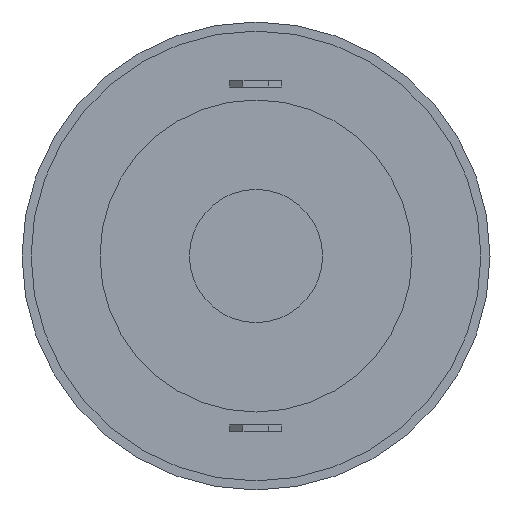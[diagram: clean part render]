
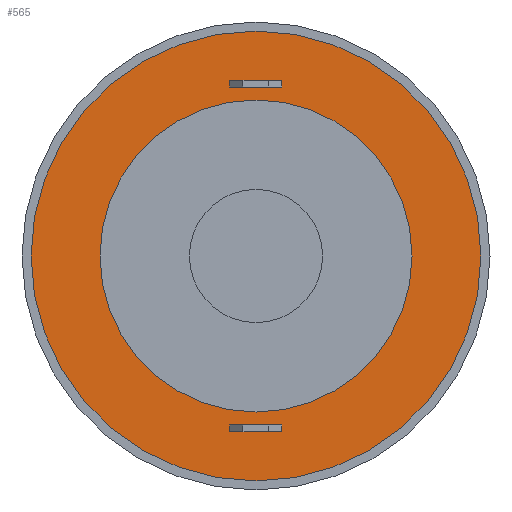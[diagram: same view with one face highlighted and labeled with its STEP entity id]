
A CAD part, left-side view. The second image highlights one B-rep face of the part: STEP entity #565.
In plain terms, the highlighted planar face has unit normal (-1, 0, 0).
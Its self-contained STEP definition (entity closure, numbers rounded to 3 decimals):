
#15 = EDGE_CURVE ( 'NONE', #288, #266, #46, .T. ) ;
#16 = VECTOR ( 'NONE', #441, 1000. ) ;
#17 = AXIS2_PLACEMENT_3D ( 'NONE', #1138, #767, #299 ) ;
#45 = CARTESIAN_POINT ( 'NONE',  ( -24.5, 2., 0. ) ) ;
#46 = LINE ( 'NONE', #1067, #332 ) ;
#50 = EDGE_CURVE ( 'NONE', #470, #629, #852, .T. ) ;
#103 = DIRECTION ( 'NONE',  ( 0., 0., -1. ) ) ;
#109 = ORIENTED_EDGE ( 'NONE', *, *, #896, .T. ) ;
#116 = DIRECTION ( 'NONE',  ( 0., -1., 0. ) ) ;
#154 = DIRECTION ( 'NONE',  ( 1., 0., 0. ) ) ;
#167 = LINE ( 'NONE', #902, #16 ) ;
#168 = CARTESIAN_POINT ( 'NONE',  ( -24.5, 0., -17.3 ) ) ;
#179 = CARTESIAN_POINT ( 'NONE',  ( -24.5, 2., 13.52 ) ) ;
#183 = AXIS2_PLACEMENT_3D ( 'NONE', #823, #358, #917 ) ;
#196 = CIRCLE ( 'NONE', #575, 12. ) ;
#203 = EDGE_LOOP ( 'NONE', ( #1030, #1103 ) ) ;
#210 = VECTOR ( 'NONE', #1179, 1000. ) ;
#211 = VECTOR ( 'NONE', #103, 1000. ) ;
#235 = DIRECTION ( 'NONE',  ( 0., -1., 0. ) ) ;
#238 = LINE ( 'NONE', #601, #210 ) ;
#250 = CARTESIAN_POINT ( 'NONE',  ( -24.5, -2., 13.52 ) ) ;
#257 = EDGE_CURVE ( 'NONE', #750, #819, #763, .T. ) ;
#262 = CARTESIAN_POINT ( 'NONE',  ( -24.5, 2., -13.52 ) ) ;
#266 = VERTEX_POINT ( 'NONE', #756 ) ;
#267 = DIRECTION ( 'NONE',  ( 0., 0., 1. ) ) ;
#271 = EDGE_CURVE ( 'NONE', #777, #976, #392, .T. ) ;
#288 = VERTEX_POINT ( 'NONE', #480 ) ;
#298 = EDGE_CURVE ( 'NONE', #849, #288, #882, .T. ) ;
#299 = DIRECTION ( 'NONE',  ( 0., 0., 1. ) ) ;
#307 = EDGE_CURVE ( 'NONE', #976, #777, #196, .T. ) ;
#332 = VECTOR ( 'NONE', #235, 1000. ) ;
#340 = FACE_BOUND ( 'NONE', #988, .T. ) ;
#358 = DIRECTION ( 'NONE',  ( -1., 0., 0. ) ) ;
#372 = AXIS2_PLACEMENT_3D ( 'NONE', #505, #905, #1087 ) ;
#392 = CIRCLE ( 'NONE', #17, 12. ) ;
#394 = EDGE_LOOP ( 'NONE', ( #821, #1003 ) ) ;
#441 = DIRECTION ( 'NONE',  ( 0., 1., 0. ) ) ;
#445 = DIRECTION ( 'NONE',  ( -1., 0., 0. ) ) ;
#447 = CIRCLE ( 'NONE', #795, 17.3 ) ;
#456 = CARTESIAN_POINT ( 'NONE',  ( -24.5, 0., 17.3 ) ) ;
#470 = VERTEX_POINT ( 'NONE', #168 ) ;
#480 = CARTESIAN_POINT ( 'NONE',  ( -24.5, 2., -13. ) ) ;
#483 = DIRECTION ( 'NONE',  ( 0., 1., 0. ) ) ;
#505 = CARTESIAN_POINT ( 'NONE',  ( -24.5, 0., 0. ) ) ;
#508 = CARTESIAN_POINT ( 'NONE',  ( -24.5, -2., -13.52 ) ) ;
#517 = ORIENTED_EDGE ( 'NONE', *, *, #298, .T. ) ;
#559 = CARTESIAN_POINT ( 'NONE',  ( -24.5, 0., -12. ) ) ;
#565 = ADVANCED_FACE ( 'NONE', ( #1182, #720, #340, #1205 ), #1105, .T. ) ;
#573 = CARTESIAN_POINT ( 'NONE',  ( -24.5, 0., 13.52 ) ) ;
#575 = AXIS2_PLACEMENT_3D ( 'NONE', #1080, #154, #985 ) ;
#578 = ORIENTED_EDGE ( 'NONE', *, *, #1075, .T. ) ;
#591 = ORIENTED_EDGE ( 'NONE', *, *, #768, .T. ) ;
#601 = CARTESIAN_POINT ( 'NONE',  ( -24.5, -2., 0. ) ) ;
#604 = EDGE_CURVE ( 'NONE', #794, #782, #617, .T. ) ;
#617 = LINE ( 'NONE', #635, #1183 ) ;
#629 = VERTEX_POINT ( 'NONE', #456 ) ;
#632 = VECTOR ( 'NONE', #116, 1000. ) ;
#635 = CARTESIAN_POINT ( 'NONE',  ( -24.5, 2., 0. ) ) ;
#644 = ORIENTED_EDGE ( 'NONE', *, *, #604, .T. ) ;
#648 = VERTEX_POINT ( 'NONE', #508 ) ;
#653 = ORIENTED_EDGE ( 'NONE', *, *, #15, .T. ) ;
#697 = ORIENTED_EDGE ( 'NONE', *, *, #956, .T. ) ;
#706 = DIRECTION ( 'NONE',  ( 0., 0., 1. ) ) ;
#719 = VECTOR ( 'NONE', #706, 1000. ) ;
#720 = FACE_OUTER_BOUND ( 'NONE', #203, .T. ) ;
#727 = EDGE_LOOP ( 'NONE', ( #644, #578, #1022, #697 ) ) ;
#749 = CARTESIAN_POINT ( 'NONE',  ( -24.5, -2., 0. ) ) ;
#750 = VERTEX_POINT ( 'NONE', #250 ) ;
#756 = CARTESIAN_POINT ( 'NONE',  ( -24.5, -2., -13. ) ) ;
#761 = CARTESIAN_POINT ( 'NONE',  ( -24.5, 0., 13. ) ) ;
#763 = LINE ( 'NONE', #749, #211 ) ;
#767 = DIRECTION ( 'NONE',  ( 1., 0., 0. ) ) ;
#768 = EDGE_CURVE ( 'NONE', #266, #648, #238, .T. ) ;
#777 = VERTEX_POINT ( 'NONE', #1021 ) ;
#782 = VERTEX_POINT ( 'NONE', #179 ) ;
#794 = VERTEX_POINT ( 'NONE', #820 ) ;
#795 = AXIS2_PLACEMENT_3D ( 'NONE', #1102, #445, #267 ) ;
#819 = VERTEX_POINT ( 'NONE', #833 ) ;
#820 = CARTESIAN_POINT ( 'NONE',  ( -24.5, 2., 13. ) ) ;
#821 = ORIENTED_EDGE ( 'NONE', *, *, #307, .T. ) ;
#823 = CARTESIAN_POINT ( 'NONE',  ( -24.5, 0., 0. ) ) ;
#833 = CARTESIAN_POINT ( 'NONE',  ( -24.5, -2., 13. ) ) ;
#849 = VERTEX_POINT ( 'NONE', #262 ) ;
#852 = CIRCLE ( 'NONE', #372, 17.3 ) ;
#879 = EDGE_CURVE ( 'NONE', #629, #470, #447, .T. ) ;
#882 = LINE ( 'NONE', #45, #719 ) ;
#896 = EDGE_CURVE ( 'NONE', #648, #849, #167, .T. ) ;
#902 = CARTESIAN_POINT ( 'NONE',  ( -24.5, 0., -13.52 ) ) ;
#905 = DIRECTION ( 'NONE',  ( -1., 0., 0. ) ) ;
#917 = DIRECTION ( 'NONE',  ( 0., 0., 1. ) ) ;
#946 = LINE ( 'NONE', #573, #632 ) ;
#956 = EDGE_CURVE ( 'NONE', #819, #794, #1150, .T. ) ;
#976 = VERTEX_POINT ( 'NONE', #559 ) ;
#985 = DIRECTION ( 'NONE',  ( 0., 0., 1. ) ) ;
#988 = EDGE_LOOP ( 'NONE', ( #517, #653, #591, #109 ) ) ;
#993 = VECTOR ( 'NONE', #483, 1000. ) ;
#1000 = DIRECTION ( 'NONE',  ( 0., 0., 1. ) ) ;
#1003 = ORIENTED_EDGE ( 'NONE', *, *, #271, .T. ) ;
#1021 = CARTESIAN_POINT ( 'NONE',  ( -24.5, 0., 12. ) ) ;
#1022 = ORIENTED_EDGE ( 'NONE', *, *, #257, .T. ) ;
#1030 = ORIENTED_EDGE ( 'NONE', *, *, #879, .T. ) ;
#1067 = CARTESIAN_POINT ( 'NONE',  ( -24.5, 0., -13. ) ) ;
#1075 = EDGE_CURVE ( 'NONE', #782, #750, #946, .T. ) ;
#1080 = CARTESIAN_POINT ( 'NONE',  ( -24.5, 0., 0. ) ) ;
#1087 = DIRECTION ( 'NONE',  ( 0., 0., 1. ) ) ;
#1102 = CARTESIAN_POINT ( 'NONE',  ( -24.5, 0., 0. ) ) ;
#1103 = ORIENTED_EDGE ( 'NONE', *, *, #50, .T. ) ;
#1105 = PLANE ( 'NONE',  #183 ) ;
#1138 = CARTESIAN_POINT ( 'NONE',  ( -24.5, 0., 0. ) ) ;
#1150 = LINE ( 'NONE', #761, #993 ) ;
#1179 = DIRECTION ( 'NONE',  ( 0., 0., -1. ) ) ;
#1182 = FACE_BOUND ( 'NONE', #394, .T. ) ;
#1183 = VECTOR ( 'NONE', #1000, 1000. ) ;
#1205 = FACE_BOUND ( 'NONE', #727, .T. ) ;
